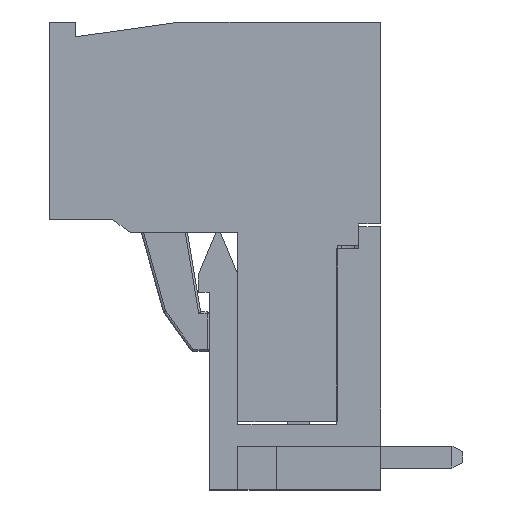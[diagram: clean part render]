
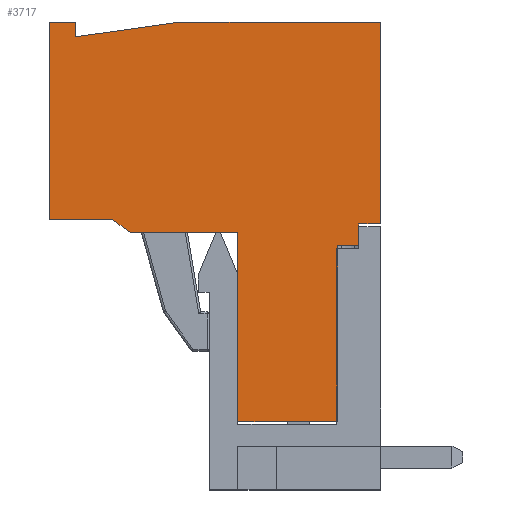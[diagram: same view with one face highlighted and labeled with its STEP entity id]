
A CAD part, left-side view. The second image highlights one B-rep face of the part: STEP entity #3717.
In plain terms, the highlighted face is planar.
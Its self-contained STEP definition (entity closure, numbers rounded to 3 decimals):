
#113 = VERTEX_POINT ( 'NONE', #9687 ) ;
#187 = LINE ( 'NONE', #10990, #8113 ) ;
#289 = CARTESIAN_POINT ( 'NONE',  ( 5., 0.6, 8.95 ) ) ;
#312 = VECTOR ( 'NONE', #2867, 1000. ) ;
#327 = DIRECTION ( 'NONE',  ( 0., -0.6, -0.8 ) ) ;
#610 = EDGE_CURVE ( 'NONE', #7996, #3816, #10953, .T. ) ;
#615 = CARTESIAN_POINT ( 'NONE',  ( 5., 9.6, -3.25 ) ) ;
#781 = DIRECTION ( 'NONE',  ( 0., 0., -1. ) ) ;
#971 = VECTOR ( 'NONE', #781, 1000. ) ;
#1032 = DIRECTION ( 'NONE',  ( 1., 0., 0. ) ) ;
#1045 = VERTEX_POINT ( 'NONE', #2004 ) ;
#1432 = EDGE_CURVE ( 'NONE', #4980, #3767, #10975, .T. ) ;
#1740 = CARTESIAN_POINT ( 'NONE',  ( 5., 8.925, 10.65 ) ) ;
#1930 = EDGE_CURVE ( 'NONE', #11502, #1045, #11905, .T. ) ;
#1943 = LINE ( 'NONE', #10570, #5568 ) ;
#2004 = CARTESIAN_POINT ( 'NONE',  ( 5., 9.6, 5.85 ) ) ;
#2034 = CARTESIAN_POINT ( 'NONE',  ( 5., -8.6, 3.25 ) ) ;
#2237 = DIRECTION ( 'NONE',  ( 0., -1., 0. ) ) ;
#2305 = DIRECTION ( 'NONE',  ( 0., 1., 0. ) ) ;
#2394 = LINE ( 'NONE', #11172, #9945 ) ;
#2572 = LINE ( 'NONE', #11424, #2843 ) ;
#2843 = VECTOR ( 'NONE', #5947, 1000. ) ;
#2867 = DIRECTION ( 'NONE',  ( 0., 0., -1. ) ) ;
#2920 = EDGE_CURVE ( 'NONE', #13618, #11400, #6871, .T. ) ;
#2942 = LINE ( 'NONE', #7334, #971 ) ;
#3194 = CARTESIAN_POINT ( 'NONE',  ( 5., 9.6, 11.85 ) ) ;
#3401 = CARTESIAN_POINT ( 'NONE',  ( 5., 9.6, 5.85 ) ) ;
#3608 = FACE_OUTER_BOUND ( 'NONE', #12254, .T. ) ;
#3658 = VECTOR ( 'NONE', #11776, 1000. ) ;
#3716 = CARTESIAN_POINT ( 'NONE',  ( 5., 0., 8.15 ) ) ;
#3717 = ADVANCED_FACE ( 'NONE', ( #3608 ), #6908, .T. ) ;
#3749 = ORIENTED_EDGE ( 'NONE', *, *, #6177, .T. ) ;
#3767 = VERTEX_POINT ( 'NONE', #13257 ) ;
#3816 = VERTEX_POINT ( 'NONE', #5037 ) ;
#3827 = VERTEX_POINT ( 'NONE', #1740 ) ;
#3980 = ORIENTED_EDGE ( 'NONE', *, *, #2920, .T. ) ;
#4181 = VECTOR ( 'NONE', #6449, 1000. ) ;
#4224 = ORIENTED_EDGE ( 'NONE', *, *, #610, .T. ) ;
#4394 = DIRECTION ( 'NONE',  ( 0., 1., 0. ) ) ;
#4535 = VERTEX_POINT ( 'NONE', #8439 ) ;
#4866 = AXIS2_PLACEMENT_3D ( 'NONE', #11307, #1032, #4394 ) ;
#4980 = VERTEX_POINT ( 'NONE', #6175 ) ;
#5037 = CARTESIAN_POINT ( 'NONE',  ( 5., 0.4, -2.25 ) ) ;
#5170 = CARTESIAN_POINT ( 'NONE',  ( 5., -0.6, -2.25 ) ) ;
#5237 = LINE ( 'NONE', #8422, #4181 ) ;
#5262 = ORIENTED_EDGE ( 'NONE', *, *, #7305, .F. ) ;
#5399 = VERTEX_POINT ( 'NONE', #2034 ) ;
#5477 = CARTESIAN_POINT ( 'NONE',  ( 5., 8.925, 10.65 ) ) ;
#5513 = EDGE_CURVE ( 'NONE', #1045, #3827, #9815, .T. ) ;
#5523 = EDGE_CURVE ( 'NONE', #3827, #6365, #13263, .T. ) ;
#5568 = VECTOR ( 'NONE', #6331, 1000. ) ;
#5625 = LINE ( 'NONE', #12243, #9707 ) ;
#5664 = ORIENTED_EDGE ( 'NONE', *, *, #12345, .F. ) ;
#5689 = DIRECTION ( 'NONE',  ( 0., 1., 0. ) ) ;
#5947 = DIRECTION ( 'NONE',  ( 0., 0., -1. ) ) ;
#6011 = VECTOR ( 'NONE', #2305, 1000. ) ;
#6175 = CARTESIAN_POINT ( 'NONE',  ( 5., 9.6, 11.85 ) ) ;
#6177 = EDGE_CURVE ( 'NONE', #6365, #4980, #1943, .T. ) ;
#6246 = EDGE_CURVE ( 'NONE', #3767, #13618, #2942, .T. ) ;
#6331 = DIRECTION ( 'NONE',  ( 0., 0., 1. ) ) ;
#6365 = VERTEX_POINT ( 'NONE', #10861 ) ;
#6424 = DIRECTION ( 'NONE',  ( 0., 0., 1. ) ) ;
#6449 = DIRECTION ( 'NONE',  ( 0., -1., 0. ) ) ;
#6871 = LINE ( 'NONE', #11262, #7379 ) ;
#6894 = ORIENTED_EDGE ( 'NONE', *, *, #5523, .T. ) ;
#6908 = PLANE ( 'NONE',  #4866 ) ;
#7015 = DIRECTION ( 'NONE',  ( 0., 0., -1. ) ) ;
#7176 = LINE ( 'NONE', #11581, #312 ) ;
#7305 = EDGE_CURVE ( 'NONE', #7996, #9774, #5625, .T. ) ;
#7308 = EDGE_CURVE ( 'NONE', #10527, #11502, #2394, .T. ) ;
#7327 = CARTESIAN_POINT ( 'NONE',  ( 5., -0.6, -1.29 ) ) ;
#7334 = CARTESIAN_POINT ( 'NONE',  ( 5., 0.6, 11.85 ) ) ;
#7371 = CARTESIAN_POINT ( 'NONE',  ( 5., 9.6, -3.25 ) ) ;
#7379 = VECTOR ( 'NONE', #327, 1000. ) ;
#7529 = ORIENTED_EDGE ( 'NONE', *, *, #1930, .T. ) ;
#7710 = CARTESIAN_POINT ( 'NONE',  ( 5., 0., 3.25 ) ) ;
#7890 = VECTOR ( 'NONE', #2237, 1000. ) ;
#7904 = EDGE_CURVE ( 'NONE', #11400, #4535, #2572, .T. ) ;
#7996 = VERTEX_POINT ( 'NONE', #5170 ) ;
#8006 = EDGE_CURVE ( 'NONE', #3816, #10527, #7176, .T. ) ;
#8113 = VECTOR ( 'NONE', #7015, 1000. ) ;
#8165 = ORIENTED_EDGE ( 'NONE', *, *, #8006, .T. ) ;
#8369 = CARTESIAN_POINT ( 'NONE',  ( 5., 0.4, -3.25 ) ) ;
#8422 = CARTESIAN_POINT ( 'NONE',  ( 5., -0.6, -1.29 ) ) ;
#8439 = CARTESIAN_POINT ( 'NONE',  ( 5., 0., 3.25 ) ) ;
#9279 = ORIENTED_EDGE ( 'NONE', *, *, #5513, .T. ) ;
#9457 = ORIENTED_EDGE ( 'NONE', *, *, #6246, .T. ) ;
#9687 = CARTESIAN_POINT ( 'NONE',  ( 5., -8.6, -1.29 ) ) ;
#9707 = VECTOR ( 'NONE', #10018, 1000. ) ;
#9774 = VERTEX_POINT ( 'NONE', #7327 ) ;
#9815 = LINE ( 'NONE', #3401, #10400 ) ;
#9861 = CARTESIAN_POINT ( 'NONE',  ( 5., -8.6, -2.25 ) ) ;
#9911 = ORIENTED_EDGE ( 'NONE', *, *, #7904, .T. ) ;
#9945 = VECTOR ( 'NONE', #5689, 1000. ) ;
#10018 = DIRECTION ( 'NONE',  ( 0., 0., 1. ) ) ;
#10344 = VECTOR ( 'NONE', #6424, 1000. ) ;
#10400 = VECTOR ( 'NONE', #12044, 1000. ) ;
#10527 = VERTEX_POINT ( 'NONE', #8369 ) ;
#10570 = CARTESIAN_POINT ( 'NONE',  ( 5., 9.6, -3.25 ) ) ;
#10822 = EDGE_CURVE ( 'NONE', #4535, #5399, #13311, .T. ) ;
#10861 = CARTESIAN_POINT ( 'NONE',  ( 5., 9.6, 10.65 ) ) ;
#10953 = LINE ( 'NONE', #9861, #6011 ) ;
#10975 = LINE ( 'NONE', #3194, #3658 ) ;
#10990 = CARTESIAN_POINT ( 'NONE',  ( 5., -8.6, 3.25 ) ) ;
#11028 = DIRECTION ( 'NONE',  ( 0., 1., 0. ) ) ;
#11172 = CARTESIAN_POINT ( 'NONE',  ( 5., -8.6, -3.25 ) ) ;
#11243 = ORIENTED_EDGE ( 'NONE', *, *, #1432, .T. ) ;
#11262 = CARTESIAN_POINT ( 'NONE',  ( 5., 0.6, 8.95 ) ) ;
#11307 = CARTESIAN_POINT ( 'NONE',  ( 5., 0., 0. ) ) ;
#11400 = VERTEX_POINT ( 'NONE', #3716 ) ;
#11424 = CARTESIAN_POINT ( 'NONE',  ( 5., 0., 11.85 ) ) ;
#11502 = VERTEX_POINT ( 'NONE', #615 ) ;
#11581 = CARTESIAN_POINT ( 'NONE',  ( 5., 0.4, -2.25 ) ) ;
#11776 = DIRECTION ( 'NONE',  ( 0., -1., 0. ) ) ;
#11905 = LINE ( 'NONE', #7371, #10344 ) ;
#12044 = DIRECTION ( 'NONE',  ( 0., -0.139, 0.99 ) ) ;
#12243 = CARTESIAN_POINT ( 'NONE',  ( 5., -0.6, -2.25 ) ) ;
#12254 = EDGE_LOOP ( 'NONE', ( #5664, #5262, #4224, #8165, #12824, #7529, #9279, #6894, #3749, #11243, #9457, #3980, #9911, #12784, #14158 ) ) ;
#12345 = EDGE_CURVE ( 'NONE', #9774, #113, #5237, .T. ) ;
#12784 = ORIENTED_EDGE ( 'NONE', *, *, #10822, .T. ) ;
#12787 = EDGE_CURVE ( 'NONE', #5399, #113, #187, .T. ) ;
#12824 = ORIENTED_EDGE ( 'NONE', *, *, #7308, .T. ) ;
#13257 = CARTESIAN_POINT ( 'NONE',  ( 5., 0.6, 11.85 ) ) ;
#13263 = LINE ( 'NONE', #5477, #14076 ) ;
#13311 = LINE ( 'NONE', #7710, #7890 ) ;
#13618 = VERTEX_POINT ( 'NONE', #289 ) ;
#14076 = VECTOR ( 'NONE', #11028, 1000. ) ;
#14158 = ORIENTED_EDGE ( 'NONE', *, *, #12787, .T. ) ;
